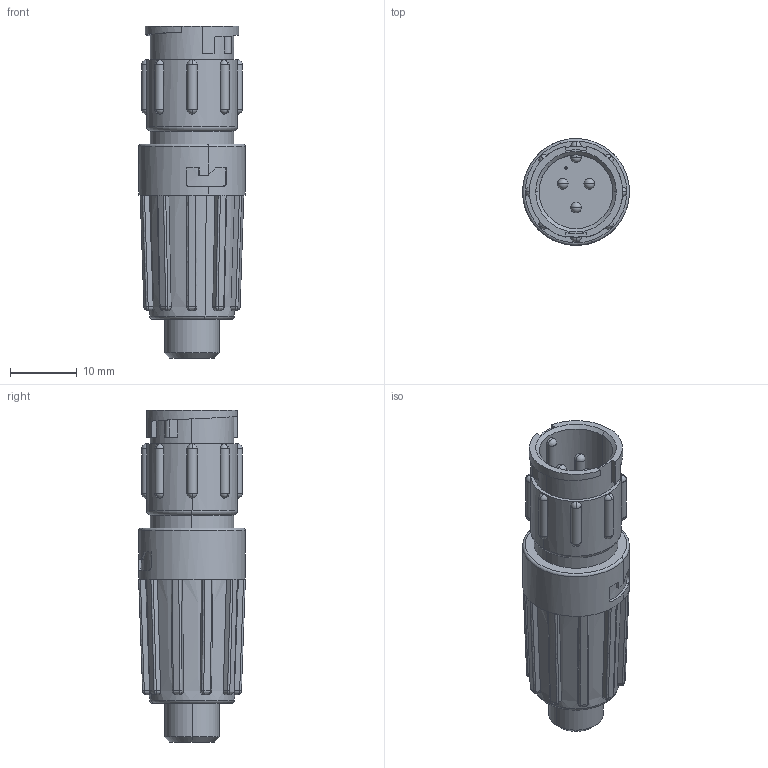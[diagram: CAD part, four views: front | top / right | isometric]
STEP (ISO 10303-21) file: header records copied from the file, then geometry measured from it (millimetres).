
FILE_DESCRIPTION (( 'STEP AP203' ), '1' );
FILE_NAME ('8382-3PG-522.STEP', '2015-10-23T20:34:16', ( '' ), ( '' ), 'SwSTEP 2.0', 'SolidWorks 2014', '' );
FILE_SCHEMA (( 'CONFIG_CONTROL_DESIGN' ));
Length unit declared in the file: inch
Products named in the file (1): 8382-3PG-522
Bounding box: 15.99 x 16 x 49.74 mm (x, y, z)
Volume: 6245.3 mm3; surface area: 3368.3 mm2
Topology: 1 solids, 1 shells, 291 faces, 798 edges, 458 vertices
Faces by surface type: bspline 82, cylinder 80, plane 77, sphere 40, cone 6, torus 6
Entity records: 16063 total; most frequent: CARTESIAN_POINT 9666, ORIENTED_EDGE 1454, DIRECTION 1144, EDGE_CURVE 727, AXIS2_PLACEMENT_3D 456, VERTEX_POINT 447, EDGE_LOOP 300, ADVANCED_FACE 291
